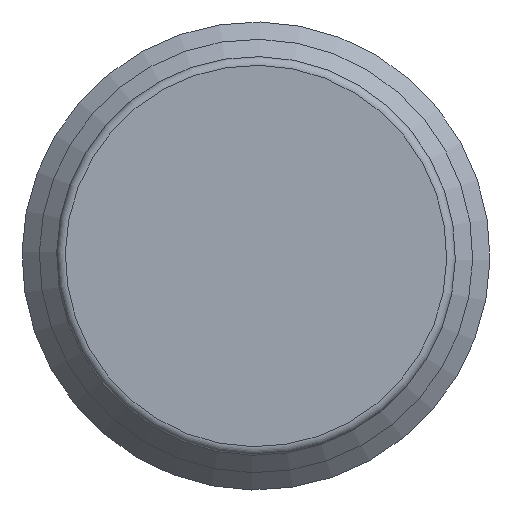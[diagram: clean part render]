
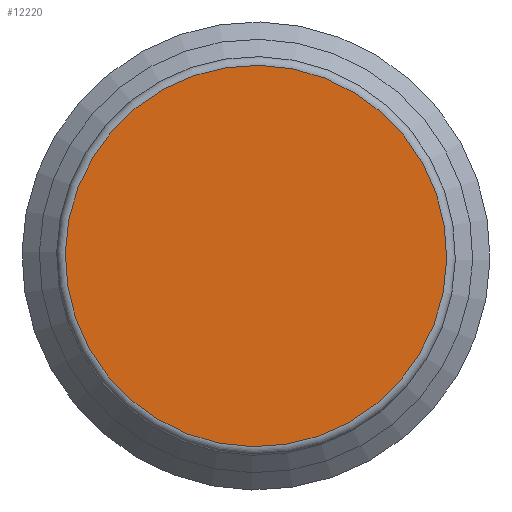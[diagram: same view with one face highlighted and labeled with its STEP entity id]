
A CAD part, left-side view. The second image highlights one B-rep face of the part: STEP entity #12220.
In plain terms, the highlighted planar face has unit normal (-1, 0, 0).
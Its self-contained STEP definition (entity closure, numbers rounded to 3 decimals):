
#3568=FACE_OUTER_BOUND('',#4323,.T.);
#4323=EDGE_LOOP('',(#11239));
#4678=CIRCLE('',#12921,11.);
#5887=VERTEX_POINT('',#94200);
#7683=EDGE_CURVE('',#5887,#5887,#4678,.T.);
#11239=ORIENTED_EDGE('',*,*,#7683,.F.);
#11561=PLANE('',#12920);
#12220=ADVANCED_FACE('',(#3568),#11561,.T.);
#12920=AXIS2_PLACEMENT_3D('',#94199,#15139,#15140);
#12921=AXIS2_PLACEMENT_3D('',#94201,#15141,#15142);
#15139=DIRECTION('center_axis',(-1.,0.,0.));
#15140=DIRECTION('ref_axis',(0.,-0.018,1.));
#15141=DIRECTION('center_axis',(1.,0.,0.));
#15142=DIRECTION('ref_axis',(0.,1.,0.018));
#94199=CARTESIAN_POINT('Origin',(0.,10.173,
0.18));
#94200=CARTESIAN_POINT('',(0.,10.998,0.194));
#94201=CARTESIAN_POINT('Origin',(0.,0.,0.));
